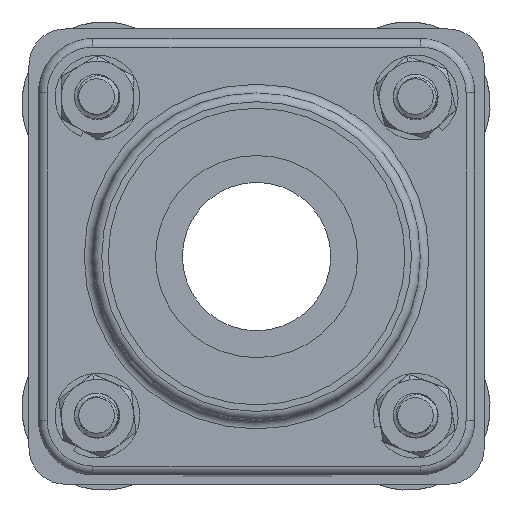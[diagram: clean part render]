
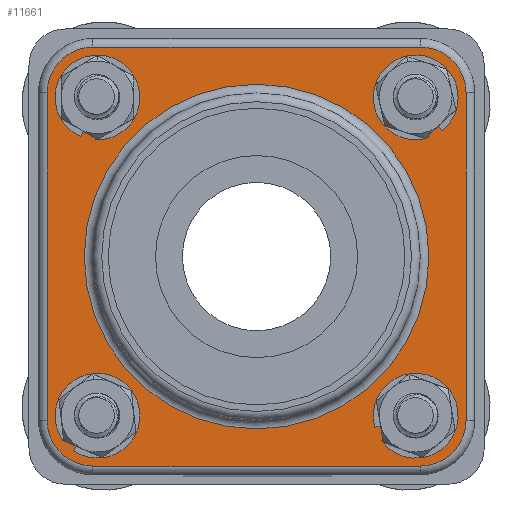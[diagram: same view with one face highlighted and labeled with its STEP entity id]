
A CAD part, front view. The second image highlights one B-rep face of the part: STEP entity #11661.
In plain terms, the highlighted face is planar.
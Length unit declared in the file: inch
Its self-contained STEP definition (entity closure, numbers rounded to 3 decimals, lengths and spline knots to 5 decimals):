
#361=FACE_BOUND($,#4554,.T.);
#362=FACE_BOUND($,#4555,.T.);
#363=FACE_BOUND($,#4556,.T.);
#364=FACE_BOUND($,#4557,.T.);
#365=FACE_BOUND($,#4558,.T.);
#706=PLANE($,#12626);
#1654=LINE($,#24473,#2609);
#1655=LINE($,#24477,#2610);
#1656=LINE($,#24481,#2611);
#1657=LINE($,#24485,#2612);
#2609=VECTOR($,#15448,2.25);
#2610=VECTOR($,#15451,2.25);
#2611=VECTOR($,#15454,2.25);
#2612=VECTOR($,#15457,2.25);
#3740=FACE_OUTER_BOUND($,#4553,.T.);
#4553=EDGE_LOOP($,(#10737,#10738,#10739,#10740,#10741,#10742,#10743,#10744));
#4554=EDGE_LOOP($,(#10745));
#4555=EDGE_LOOP($,(#10746));
#4556=EDGE_LOOP($,(#10747));
#4557=EDGE_LOOP($,(#10748));
#4558=EDGE_LOOP($,(#10749));
#4975=CIRCLE($,#12625,1.185);
#4976=CIRCLE($,#12627,0.315);
#4977=CIRCLE($,#12628,0.315);
#4978=CIRCLE($,#12629,0.315);
#4979=CIRCLE($,#12630,0.315);
#4980=CIRCLE($,#12631,0.175);
#4981=CIRCLE($,#12632,0.175);
#4982=CIRCLE($,#12633,0.175);
#4983=CIRCLE($,#12634,0.175);
#6039=VERTEX_POINT($,#24468);
#6040=VERTEX_POINT($,#24471);
#6041=VERTEX_POINT($,#24472);
#6042=VERTEX_POINT($,#24474);
#6043=VERTEX_POINT($,#24476);
#6044=VERTEX_POINT($,#24478);
#6045=VERTEX_POINT($,#24480);
#6046=VERTEX_POINT($,#24482);
#6047=VERTEX_POINT($,#24484);
#6048=VERTEX_POINT($,#24487);
#6049=VERTEX_POINT($,#24489);
#6050=VERTEX_POINT($,#24491);
#6051=VERTEX_POINT($,#24493);
#7626=EDGE_CURVE($,#6039,#6039,#4975,.T.);
#7627=EDGE_CURVE($,#6040,#6041,#1654,.T.);
#7628=EDGE_CURVE($,#6042,#6040,#4976,.T.);
#7629=EDGE_CURVE($,#6043,#6042,#1655,.T.);
#7630=EDGE_CURVE($,#6044,#6043,#4977,.T.);
#7631=EDGE_CURVE($,#6045,#6044,#1656,.T.);
#7632=EDGE_CURVE($,#6046,#6045,#4978,.T.);
#7633=EDGE_CURVE($,#6047,#6046,#1657,.T.);
#7634=EDGE_CURVE($,#6041,#6047,#4979,.T.);
#7635=EDGE_CURVE($,#6048,#6048,#4980,.T.);
#7636=EDGE_CURVE($,#6049,#6049,#4981,.T.);
#7637=EDGE_CURVE($,#6050,#6050,#4982,.T.);
#7638=EDGE_CURVE($,#6051,#6051,#4983,.T.);
#10737=ORIENTED_EDGE($,*,*,#7627,.F.);
#10738=ORIENTED_EDGE($,*,*,#7628,.F.);
#10739=ORIENTED_EDGE($,*,*,#7629,.F.);
#10740=ORIENTED_EDGE($,*,*,#7630,.F.);
#10741=ORIENTED_EDGE($,*,*,#7631,.F.);
#10742=ORIENTED_EDGE($,*,*,#7632,.F.);
#10743=ORIENTED_EDGE($,*,*,#7633,.F.);
#10744=ORIENTED_EDGE($,*,*,#7634,.F.);
#10745=ORIENTED_EDGE($,*,*,#7635,.T.);
#10746=ORIENTED_EDGE($,*,*,#7636,.T.);
#10747=ORIENTED_EDGE($,*,*,#7637,.T.);
#10748=ORIENTED_EDGE($,*,*,#7638,.T.);
#10749=ORIENTED_EDGE($,*,*,#7626,.F.);
#11661=ADVANCED_FACE($,(#3740,#361,#362,#363,#364,#365),#706,.T.);
#12625=AXIS2_PLACEMENT_3D($,#24469,#15444,#15445);
#12626=AXIS2_PLACEMENT_3D($,#24470,#15446,#15447);
#12627=AXIS2_PLACEMENT_3D($,#24475,#15449,#15450);
#12628=AXIS2_PLACEMENT_3D($,#24479,#15452,#15453);
#12629=AXIS2_PLACEMENT_3D($,#24483,#15455,#15456);
#12630=AXIS2_PLACEMENT_3D($,#24486,#15458,#15459);
#12631=AXIS2_PLACEMENT_3D($,#24488,#15460,#15461);
#12632=AXIS2_PLACEMENT_3D($,#24490,#15462,#15463);
#12633=AXIS2_PLACEMENT_3D($,#24492,#15464,#15465);
#12634=AXIS2_PLACEMENT_3D($,#24494,#15466,#15467);
#15444=DIRECTION('center_axis',(0.,0.,1.));
#15445=DIRECTION('ref_axis',(-1.,0.,0.));
#15446=DIRECTION('center_axis',(0.,0.,1.));
#15447=DIRECTION('ref_axis',(1.,0.,0.));
#15448=DIRECTION($,(1.,0.,0.));
#15449=DIRECTION('center_axis',(0.,0.,-1.));
#15450=DIRECTION('ref_axis',(-0.707,0.707,0.));
#15451=DIRECTION($,(0.,1.,0.));
#15452=DIRECTION('center_axis',(0.,0.,-1.));
#15453=DIRECTION('ref_axis',(-0.707,-0.707,0.));
#15454=DIRECTION($,(-1.,0.,0.));
#15455=DIRECTION('center_axis',(0.,0.,-1.));
#15456=DIRECTION('ref_axis',(0.707,-0.707,0.));
#15457=DIRECTION($,(0.,-1.,0.));
#15458=DIRECTION('center_axis',(0.,0.,-1.));
#15459=DIRECTION('ref_axis',(0.707,0.707,0.));
#15460=DIRECTION('center_axis',(0.,0.,-1.));
#15461=DIRECTION('ref_axis',(0.,-1.,0.));
#15462=DIRECTION('center_axis',(0.,0.,-1.));
#15463=DIRECTION('ref_axis',(-1.,0.,0.));
#15464=DIRECTION('center_axis',(0.,0.,-1.));
#15465=DIRECTION('ref_axis',(0.,1.,0.));
#15466=DIRECTION('center_axis',(0.,0.,-1.));
#15467=DIRECTION('ref_axis',(1.,0.,0.));
#24468=CARTESIAN_POINT('',(1.185,0.,0.59));
#24469=CARTESIAN_POINT('Origin',(0.,0.,0.59));
#24470=CARTESIAN_POINT('Origin',(0.,0.,
0.59));
#24471=CARTESIAN_POINT('',(-1.125,1.44,0.59));
#24472=CARTESIAN_POINT('',(1.125,1.44,0.59));
#24473=CARTESIAN_POINT($,(-0.75,1.44,0.59));
#24474=CARTESIAN_POINT('',(-1.44,1.125,0.59));
#24475=CARTESIAN_POINT('Origin',(-1.125,1.125,0.59));
#24476=CARTESIAN_POINT('',(-1.44,-1.125,0.59));
#24477=CARTESIAN_POINT($,(-1.44,-0.75,0.59));
#24478=CARTESIAN_POINT('',(-1.125,-1.44,0.59));
#24479=CARTESIAN_POINT('Origin',(-1.125,-1.125,0.59));
#24480=CARTESIAN_POINT('',(1.125,-1.44,0.59));
#24481=CARTESIAN_POINT($,(0.75,-1.44,0.59));
#24482=CARTESIAN_POINT('',(1.44,-1.125,0.59));
#24483=CARTESIAN_POINT('Origin',(1.125,-1.125,0.59));
#24484=CARTESIAN_POINT('',(1.44,1.125,0.59));
#24485=CARTESIAN_POINT($,(1.44,0.75,0.59));
#24486=CARTESIAN_POINT('Origin',(1.125,1.125,0.59));
#24487=CARTESIAN_POINT('',(1.094,0.919,0.59));
#24488=CARTESIAN_POINT('Origin',(1.094,1.094,0.59));
#24489=CARTESIAN_POINT('',(0.919,-1.094,0.59));
#24490=CARTESIAN_POINT('Origin',(1.094,-1.094,0.59));
#24491=CARTESIAN_POINT('',(-1.094,-0.919,0.59));
#24492=CARTESIAN_POINT('Origin',(-1.094,-1.094,0.59));
#24493=CARTESIAN_POINT('',(-0.919,1.094,0.59));
#24494=CARTESIAN_POINT('Origin',(-1.094,1.094,0.59));
